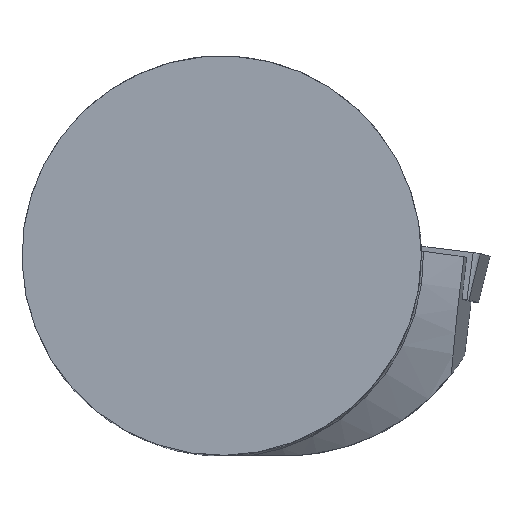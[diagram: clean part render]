
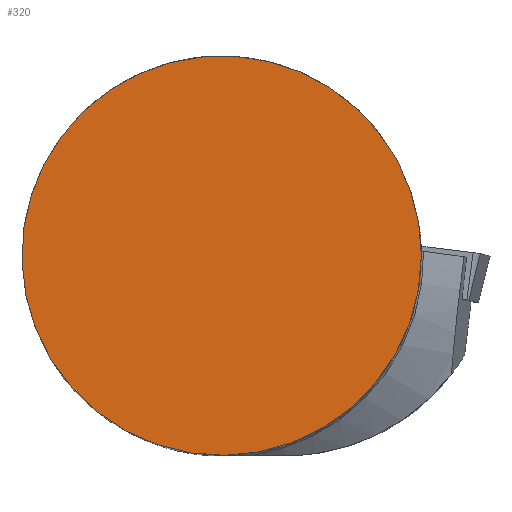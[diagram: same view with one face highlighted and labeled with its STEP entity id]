
A CAD part, top view. The second image highlights one B-rep face of the part: STEP entity #320.
In plain terms, the highlighted planar face has unit normal (0, 0, 1).
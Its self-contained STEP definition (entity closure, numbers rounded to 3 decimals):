
#320=ADVANCED_FACE('',(#395),#357,.T.);
#357=PLANE('',#1087);
#395=FACE_OUTER_BOUND('',#437,.T.);
#437=EDGE_LOOP('',(#627));
#627=ORIENTED_EDGE('',*,*,#839,.F.);
#750=VERTEX_POINT('',#1572);
#839=EDGE_CURVE('',#750,#750,#923,.T.);
#923=CIRCLE('',#1043,20.);
#1043=AXIS2_PLACEMENT_3D('',#1571,#1198,#1199);
#1087=AXIS2_PLACEMENT_3D('',#1676,#1300,#1301);
#1198=DIRECTION('',(0.,0.,-1.));
#1199=DIRECTION('',(1.,0.,0.));
#1300=DIRECTION('',(0.,0.,1.));
#1301=DIRECTION('',(1.,0.,0.));
#1571=CARTESIAN_POINT('',(0.,0.,0.));
#1572=CARTESIAN_POINT('',(20.,0.,0.));
#1676=CARTESIAN_POINT('',(0.,0.,0.));
